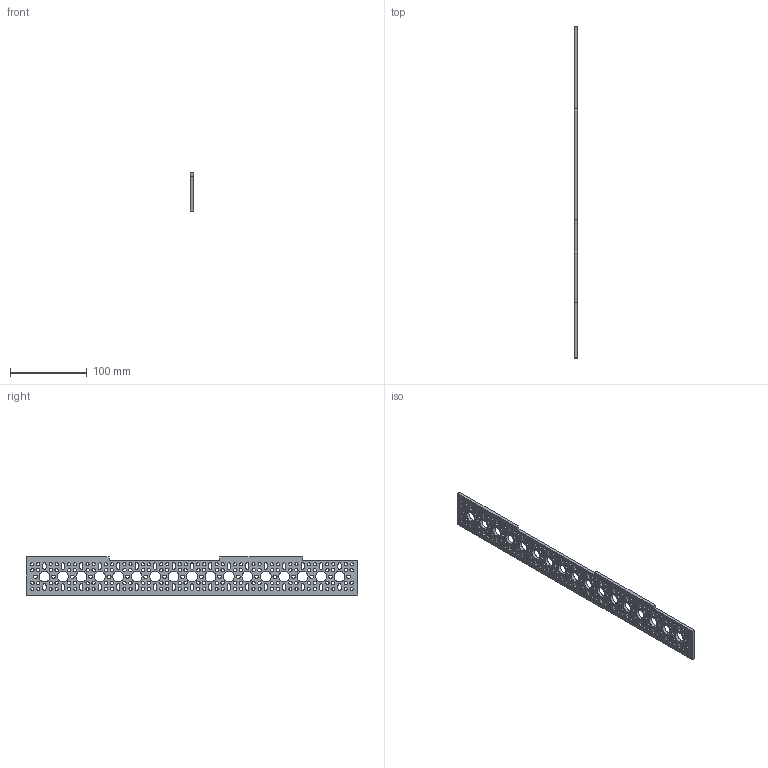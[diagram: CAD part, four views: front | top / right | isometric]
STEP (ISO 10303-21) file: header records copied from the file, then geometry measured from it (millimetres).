
FILE_DESCRIPTION (( 'STEP AP203' ), '1' );
FILE_NAME ('菁攫囀脯耜啣.STEP', '2024-11-25T09:14:10', ( '' ), ( '' ), 'SwSTEP 2.0', 'SolidWorks 2016', '' );
FILE_SCHEMA (( 'CONFIG_CONTROL_DESIGN' ));
Length unit declared in the file: millimetre
Products named in the file (1): 菁攫囀脯耜啣
Bounding box: 4 x 432 x 49.5 mm (x, y, z)
Volume: 57995.5 mm3; surface area: 47605.6 mm2
Topology: 1 solids, 1 shells, 775 faces, 2319 edges, 1546 vertices
Faces by surface type: cylinder 515, plane 260
Entity records: 27492 total; most frequent: DIRECTION 4901, CARTESIAN_POINT 4641, ORIENTED_EDGE 4638, EDGE_CURVE 2319, AXIS2_PLACEMENT_3D 1806, VERTEX_POINT 1546, VECTOR 1289, LINE 1289
